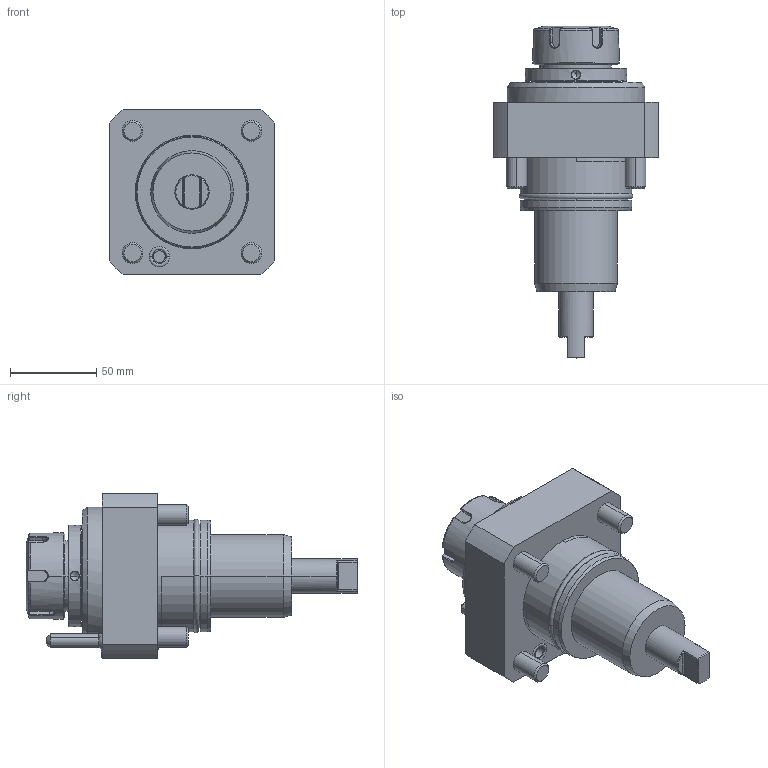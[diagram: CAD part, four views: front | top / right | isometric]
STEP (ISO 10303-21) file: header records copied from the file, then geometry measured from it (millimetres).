
FILE_DESCRIPTION((''),'2;1');
FILE_NAME('NGT2_65_101_32_1_NT','2022-08-12T',('vali'),('NOVA GRUP'),'PRO/ENGINEER BY PARAMETRIC TECHNOLOGY CORPORATION, 2010280','PRO/ENGINEER BY PARAMETRIC TECHNOLOGY CORPORATION, 2010280','');
FILE_SCHEMA(('CONFIG_CONTROL_DESIGN'));
Length unit declared in the file: millimetre
Products named in the file (1): NGT2_65_101_32_1_NT
Bounding box: 96 x 192.8 x 96 mm (x, y, z)
Volume: 617056.7 mm3; surface area: 64415 mm2
Topology: 2 solids, 2 shells, 238 faces, 584 edges, 362 vertices
Faces by surface type: plane 80, cylinder 68, cone 44, bspline 28, torus 16, sphere 2
Entity records: 10709 total; most frequent: CARTESIAN_POINT 5341, ORIENTED_EDGE 1152, DIRECTION 1028, EDGE_CURVE 576, AXIS2_PLACEMENT_3D 398, VERTEX_POINT 362, EDGE_LOOP 260, FACE_OUTER_BOUND 238
